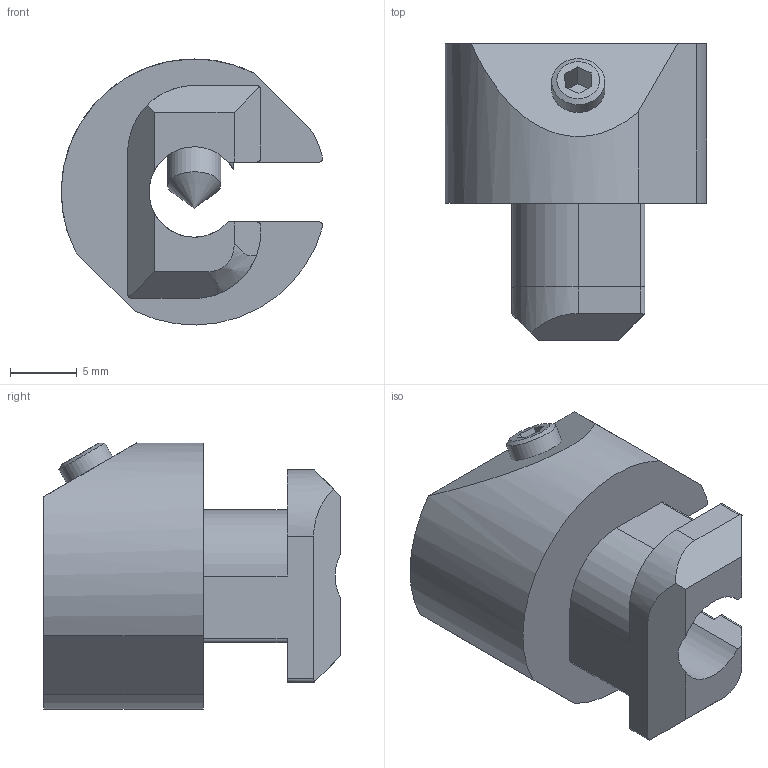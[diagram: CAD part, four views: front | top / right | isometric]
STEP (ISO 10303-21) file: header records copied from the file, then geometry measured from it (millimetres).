
FILE_DESCRIPTION (( 'STEP AP203' ), '1' );
FILE_NAME ('AL-6.41.10.06.01 Äåðæàòåëü äëÿ ñåòêè Ïàç 10.STEP', '2023-07-07T09:53:04', ( '' ), ( '' ), 'SwSTEP 2.0', 'SolidWorks 2021', '' );
FILE_SCHEMA (( 'CONFIG_CONTROL_DESIGN' ));
Length unit declared in the file: millimetre
Products named in the file (3): AL-6.41.10.06.01 Äåðæàòåëü äëÿ ñåòêè Ïàç 10; socket set screw cone point_din_DIN 914 - M4 x 12-N; AL-6.41.10.06.01 Äåðæàòåëü äëÿ ñåòêè Ïàç10___
Assembly tree (2 placements, depth 2):
  AL-6.41.10.06.01 Äåðæàòåëü äëÿ ñåòêè Ïàç 10
    AL-6.41.10.06.01 Äåðæàòåëü äëÿ ñåòêè Ïàç10___
    socket set screw cone point_din_DIN 914 - M4 x 12-N
Bounding box: 19.66 x 22.3 x 20 mm (x, y, z)
Volume: 3479.4 mm3; surface area: 2366 mm2
Topology: 2 solids, 2 shells, 55 faces, 149 edges, 99 vertices
Faces by surface type: plane 32, cylinder 20, cone 2, bspline 1
Full cylindrical faces by diameter (mm): 4 x2
Entity records: 2126 total; most frequent: CARTESIAN_POINT 474, ORIENTED_EDGE 288, DIRECTION 277, EDGE_CURVE 144, VERTEX_POINT 98, AXIS2_PLACEMENT_3D 93, VECTOR 91, LINE 91
